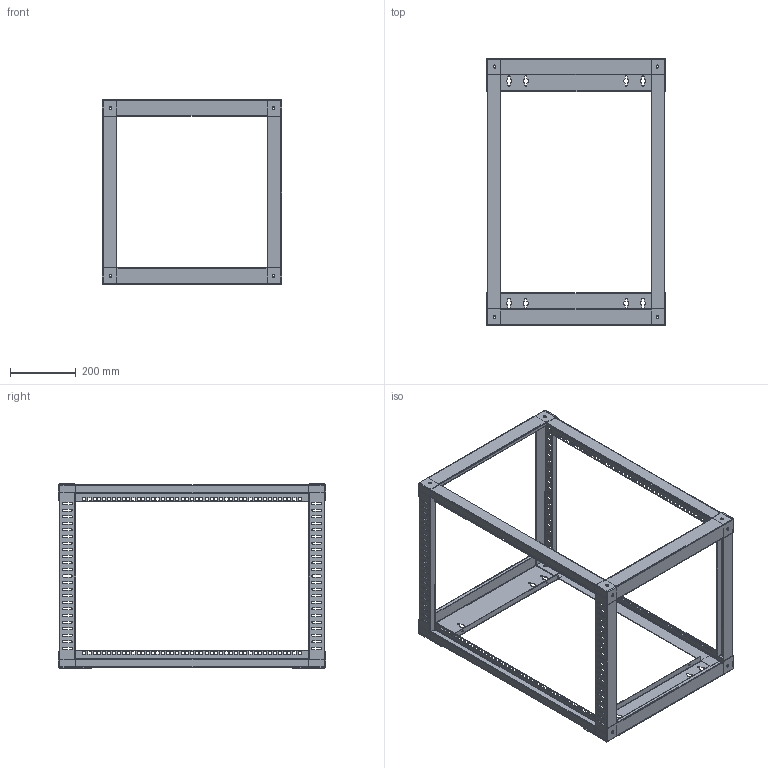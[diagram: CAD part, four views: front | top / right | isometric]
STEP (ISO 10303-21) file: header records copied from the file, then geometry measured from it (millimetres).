
FILE_DESCRIPTION (( 'STEP AP214' ), '1' );
FILE_NAME ('LC-15USDMTWMR_3D.step', '2023-12-14T14:30:40', ( '' ), ( '' ), 'SwSTEP 2.0', 'SolidWorks 2022', '' );
FILE_SCHEMA (( 'AUTOMOTIVE_DESIGN' ));
Length unit declared in the file: inch
Products named in the file (2): 00406279_00301323^LC-15USDMTWMR; LC-15USDMTWMR_3D
Assembly tree (1 placements, depth 2):
  LC-15USDMTWMR_3D
    00406279_00301323^LC-15USDMTWMR
Bounding box: 544 x 811.05 x 559 mm (x, y, z)
Volume: 1679304.5 mm3; surface area: 1651220.6 mm2
Topology: 1 solids, 1 shells, 1848 faces, 5382 edges, 3532 vertices
Faces by surface type: plane 1362, cylinder 478, cone 8
Entity records: 66701 total; most frequent: CARTESIAN_POINT 10886, ORIENTED_EDGE 10764, DIRECTION 10026, EDGE_CURVE 5382, VECTOR 4394, LINE 4394, VERTEX_POINT 3532, AXIS2_PLACEMENT_3D 2816
